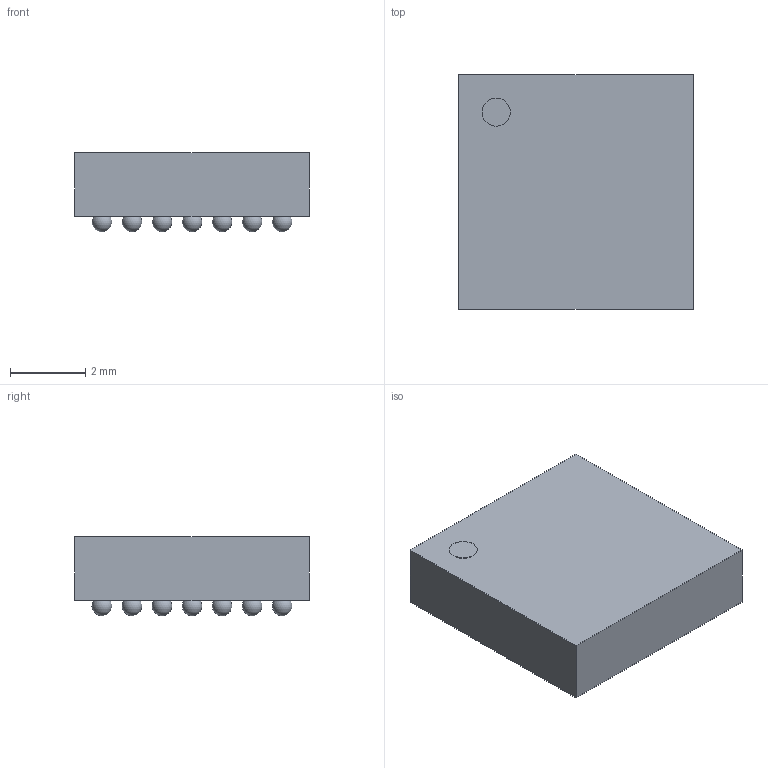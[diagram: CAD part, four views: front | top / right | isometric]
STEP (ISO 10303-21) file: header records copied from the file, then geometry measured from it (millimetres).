
FILE_DESCRIPTION(/* description */ ('model of Analog_BGA-49_6.25x6.25mm_Layout7x7_P0.8mm_Ball0.5mm_Pad0.4mm'),/* implementation_level */ '2;1');
FILE_NAME(/* name */ 'Analog_BGA-49_6.25x6.25mm_Layout7x7_P0.8mm_Ball0.5mm_Pad0.4mm.step',/* time_stamp */ '2022-12-14T11:31:08',/* author */ ('KiCAD','kicad'),/* organization */ ('OCCT'),/* preprocessor_version */ '',/* originating_system */ 'KiCAD',/* authorisation */ '');
FILE_SCHEMA(('AUTOMOTIVE_DESIGN { 1 0 10303 214 1 1 1 1 }'));
Length unit declared in the file: millimetre
Products named in the file (9): CQ assembly; 6b82a0da-7b9a-11ed-8f74-acde48001122; 6b82a0da-7b9a-11ed-8f74-acde48001122_part; 6b82a300-7b9a-11ed-8f74-acde48001122; 6b82a300-7b9a-11ed-8f74-acde48001122_part; 6b82a45e-7b9a-11ed-8f74-acde48001122; 6b82a45e-7b9a-11ed-8f74-acde48001122_part; 6b82a5d0-7b9a-11ed-8f74-acde48001122; 6b82a5d0-7b9a-11ed-8f74-acde48001122_part
Assembly tree (8 placements, depth 4):
  CQ assembly
    6b82a0da-7b9a-11ed-8f74-acde48001122
      6b82a0da-7b9a-11ed-8f74-acde48001122_part
      6b82a300-7b9a-11ed-8f74-acde48001122
        6b82a300-7b9a-11ed-8f74-acde48001122_part
      6b82a45e-7b9a-11ed-8f74-acde48001122
        6b82a45e-7b9a-11ed-8f74-acde48001122_part
      6b82a5d0-7b9a-11ed-8f74-acde48001122
        6b82a5d0-7b9a-11ed-8f74-acde48001122_part
Bounding box: 6.25 x 6.25 x 2.12 mm (x, y, z)
Volume: 69.7 mm3; surface area: 165.9 mm2
Topology: 51 solids, 51 shells, 107 faces, 309 edges, 206 vertices
Faces by surface type: sphere 98, plane 8, cylinder 1
Full cylindrical faces by diameter (mm): 0.75 x1
Entity records: 2784 total; most frequent: DIRECTION 445, CARTESIAN_POINT 386, ORIENTED_EDGE 226, AXIS2_PLACEMENT_3D 216, VERTEX_POINT 157, FACE_BOUND 156, EDGE_CURVE 113, ADVANCED_FACE 107
